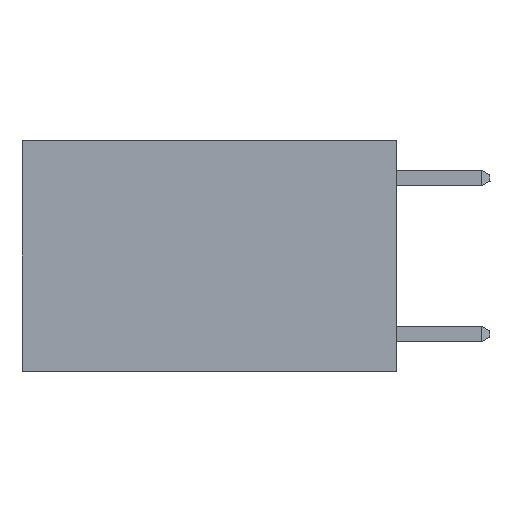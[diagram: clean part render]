
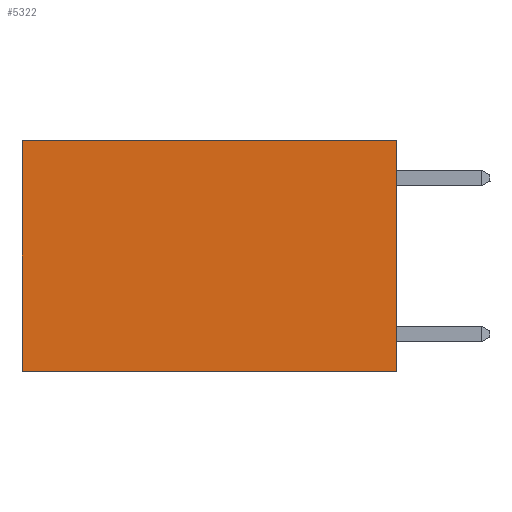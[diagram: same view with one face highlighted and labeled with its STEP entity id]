
A CAD part, left-side view. The second image highlights one B-rep face of the part: STEP entity #5322.
In plain terms, the highlighted planar face has unit normal (-1, 0, 0).
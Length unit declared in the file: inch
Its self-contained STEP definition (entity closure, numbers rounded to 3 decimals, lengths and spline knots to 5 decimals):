
#237 = PLANE ( 'NONE',  #6141 ) ;
#631 = CARTESIAN_POINT ( 'NONE',  ( 0.2625, 0.6, -0.37 ) ) ;
#714 = CARTESIAN_POINT ( 'NONE',  ( 0.2625, 0., 0. ) ) ;
#1031 = DIRECTION ( 'NONE',  ( 0., 0., -1. ) ) ;
#1072 = DIRECTION ( 'NONE',  ( 0., 0., -1. ) ) ;
#1129 = EDGE_CURVE ( 'NONE', #8688, #3782, #4404, .T. ) ;
#1157 = VERTEX_POINT ( 'NONE', #3833 ) ;
#1435 = VECTOR ( 'NONE', #1516, 39.37008 ) ;
#1498 = ORIENTED_EDGE ( 'NONE', *, *, #6921, .T. ) ;
#1516 = DIRECTION ( 'NONE',  ( 0., 0., -1. ) ) ;
#1735 = LINE ( 'NONE', #5443, #4587 ) ;
#2146 = DIRECTION ( 'NONE',  ( 0., 1., 0. ) ) ;
#2226 = VECTOR ( 'NONE', #1031, 39.37008 ) ;
#2443 = ORIENTED_EDGE ( 'NONE', *, *, #4477, .T. ) ;
#3617 = CARTESIAN_POINT ( 'NONE',  ( 0.2625, 0., 0. ) ) ;
#3711 = VECTOR ( 'NONE', #6883, 39.37008 ) ;
#3782 = VERTEX_POINT ( 'NONE', #8345 ) ;
#3833 = CARTESIAN_POINT ( 'NONE',  ( 0.2625, 0.6, 0. ) ) ;
#4402 = DIRECTION ( 'NONE',  ( 1., 0., 0. ) ) ;
#4404 = LINE ( 'NONE', #714, #1435 ) ;
#4477 = EDGE_CURVE ( 'NONE', #8688, #1157, #5257, .T. ) ;
#4587 = VECTOR ( 'NONE', #2146, 39.37008 ) ;
#4989 = CARTESIAN_POINT ( 'NONE',  ( 0.2625, 0., 0. ) ) ;
#5257 = LINE ( 'NONE', #6980, #3711 ) ;
#5322 = ADVANCED_FACE ( 'NONE', ( #5969 ), #237, .F. ) ;
#5364 = EDGE_LOOP ( 'NONE', ( #1498, #7931, #9022, #2443 ) ) ;
#5377 = EDGE_CURVE ( 'NONE', #3782, #8034, #1735, .T. ) ;
#5443 = CARTESIAN_POINT ( 'NONE',  ( 0.2625, 0., -0.37 ) ) ;
#5969 = FACE_OUTER_BOUND ( 'NONE', #5364, .T. ) ;
#6141 = AXIS2_PLACEMENT_3D ( 'NONE', #3617, #4402, #1072 ) ;
#6883 = DIRECTION ( 'NONE',  ( 0., 1., 0. ) ) ;
#6921 = EDGE_CURVE ( 'NONE', #1157, #8034, #8233, .T. ) ;
#6980 = CARTESIAN_POINT ( 'NONE',  ( 0.2625, 0., 0. ) ) ;
#7931 = ORIENTED_EDGE ( 'NONE', *, *, #5377, .F. ) ;
#8034 = VERTEX_POINT ( 'NONE', #631 ) ;
#8233 = LINE ( 'NONE', #10114, #2226 ) ;
#8345 = CARTESIAN_POINT ( 'NONE',  ( 0.2625, 0., -0.37 ) ) ;
#8688 = VERTEX_POINT ( 'NONE', #4989 ) ;
#9022 = ORIENTED_EDGE ( 'NONE', *, *, #1129, .F. ) ;
#10114 = CARTESIAN_POINT ( 'NONE',  ( 0.2625, 0.6, 0. ) ) ;
